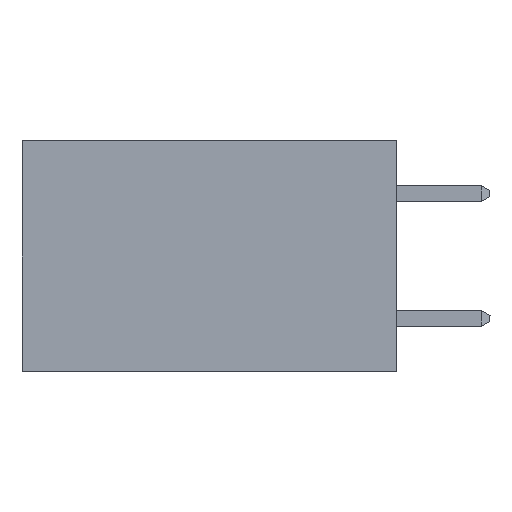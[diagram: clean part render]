
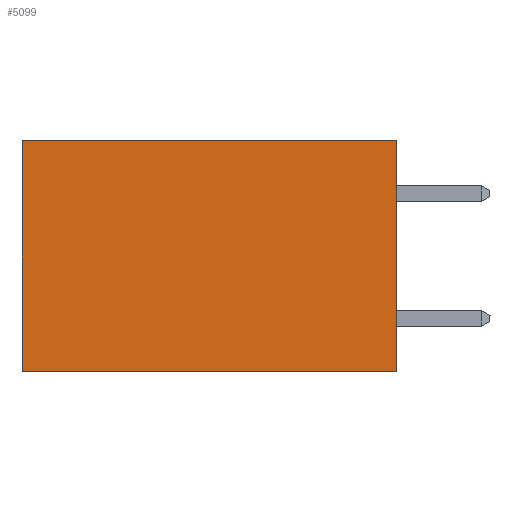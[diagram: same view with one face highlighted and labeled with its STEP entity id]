
A CAD part, left-side view. The second image highlights one B-rep face of the part: STEP entity #5099.
In plain terms, the highlighted planar face has unit normal (-1, 0, 0).
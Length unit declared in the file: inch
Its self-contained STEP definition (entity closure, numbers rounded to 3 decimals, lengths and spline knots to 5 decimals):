
#17 = CARTESIAN_POINT ( 'NONE',  ( 0.2615, 0., -0.37 ) ) ;
#78 = PLANE ( 'NONE',  #5266 ) ;
#234 = CARTESIAN_POINT ( 'NONE',  ( 0.2615, 0., -0.37 ) ) ;
#373 = ORIENTED_EDGE ( 'NONE', *, *, #1395, .T. ) ;
#539 = VERTEX_POINT ( 'NONE', #8088 ) ;
#928 = DIRECTION ( 'NONE',  ( 0., 0., -1. ) ) ;
#1069 = DIRECTION ( 'NONE',  ( 0., 0., -1. ) ) ;
#1351 = DIRECTION ( 'NONE',  ( 1., 0., 0. ) ) ;
#1395 = EDGE_CURVE ( 'NONE', #11687, #539, #2800, .T. ) ;
#1566 = VECTOR ( 'NONE', #9757, 39.37008 ) ;
#1779 = CARTESIAN_POINT ( 'NONE',  ( 0.2615, 0.6, -0.37 ) ) ;
#2587 = ORIENTED_EDGE ( 'NONE', *, *, #7655, .T. ) ;
#2800 = LINE ( 'NONE', #7394, #13248 ) ;
#3025 = ORIENTED_EDGE ( 'NONE', *, *, #10987, .F. ) ;
#3060 = EDGE_LOOP ( 'NONE', ( #2587, #6022, #3025, #373 ) ) ;
#3469 = VERTEX_POINT ( 'NONE', #1779 ) ;
#4338 = LINE ( 'NONE', #10034, #1566 ) ;
#4811 = CARTESIAN_POINT ( 'NONE',  ( 0.2615, 0., -0.37 ) ) ;
#5099 = ADVANCED_FACE ( 'NONE', ( #6507 ), #78, .F. ) ;
#5266 = AXIS2_PLACEMENT_3D ( 'NONE', #17, #1351, #928 ) ;
#5429 = VERTEX_POINT ( 'NONE', #4811 ) ;
#5779 = EDGE_CURVE ( 'NONE', #5429, #3469, #8822, .T. ) ;
#5964 = CARTESIAN_POINT ( 'NONE',  ( 0.2615, 0., -0.37 ) ) ;
#6022 = ORIENTED_EDGE ( 'NONE', *, *, #5779, .F. ) ;
#6507 = FACE_OUTER_BOUND ( 'NONE', #3060, .T. ) ;
#7107 = VECTOR ( 'NONE', #1069, 39.37008 ) ;
#7394 = CARTESIAN_POINT ( 'NONE',  ( 0.2615, 0., 0. ) ) ;
#7655 = EDGE_CURVE ( 'NONE', #539, #3469, #4338, .T. ) ;
#7779 = LINE ( 'NONE', #234, #7107 ) ;
#8088 = CARTESIAN_POINT ( 'NONE',  ( 0.2615, 0.6, 0. ) ) ;
#8508 = CARTESIAN_POINT ( 'NONE',  ( 0.2615, 0., 0. ) ) ;
#8822 = LINE ( 'NONE', #5964, #11296 ) ;
#9757 = DIRECTION ( 'NONE',  ( 0., 0., -1. ) ) ;
#10034 = CARTESIAN_POINT ( 'NONE',  ( 0.2615, 0.6, -0.37 ) ) ;
#10523 = DIRECTION ( 'NONE',  ( 0., 1., 0. ) ) ;
#10987 = EDGE_CURVE ( 'NONE', #11687, #5429, #7779, .T. ) ;
#11296 = VECTOR ( 'NONE', #12142, 39.37008 ) ;
#11687 = VERTEX_POINT ( 'NONE', #8508 ) ;
#12142 = DIRECTION ( 'NONE',  ( 0., 1., 0. ) ) ;
#13248 = VECTOR ( 'NONE', #10523, 39.37008 ) ;
